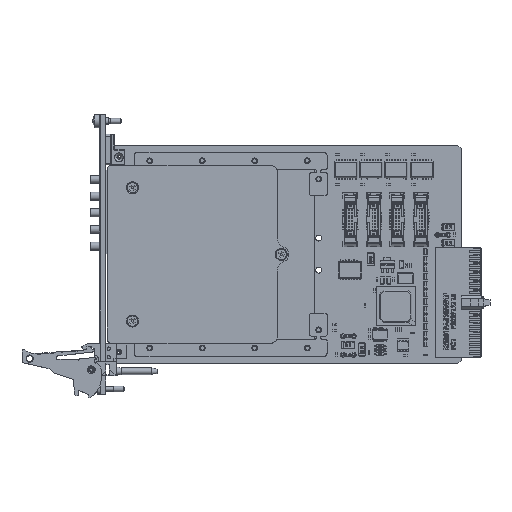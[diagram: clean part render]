
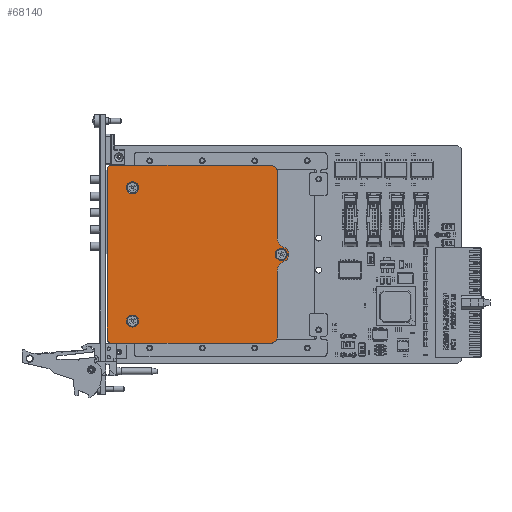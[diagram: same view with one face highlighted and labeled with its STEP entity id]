
A CAD part, top view. The second image highlights one B-rep face of the part: STEP entity #68140.
In plain terms, the highlighted planar face has unit normal (0, 0, 1).
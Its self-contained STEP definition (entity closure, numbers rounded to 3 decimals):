
#12654 = CARTESIAN_POINT ( 'NONE',  ( 85.519, 43.784, 14.641 ) ) ;
#12658 = DIRECTION ( 'NONE',  ( 0., 0., -1. ) ) ;
#12663 = DIRECTION ( 'NONE',  ( 1., 0., 0. ) ) ;
#22554 = AXIS2_PLACEMENT_3D ( 'NONE', #195256, #195261, #195266 ) ;
#22788 = AXIS2_PLACEMENT_3D ( 'NONE', #207193, #207195, #207196 ) ;
#33093 = EDGE_CURVE ( 'NONE', #175993, #156803, #123641, .T. ) ;
#34797 = EDGE_CURVE ( 'NONE', #196864, #157639, #124346, .T. ) ;
#35066 = EDGE_CURVE ( 'NONE', #77864, #77864, #146583, .T. ) ;
#35278 = AXIS2_PLACEMENT_3D ( 'NONE', #158451, #158454, #158456 ) ;
#36895 = EDGE_CURVE ( 'NONE', #156523, #176035, #148468, .T. ) ;
#55851 = EDGE_LOOP ( 'NONE', ( #147090 ) ) ;
#56271 = EDGE_LOOP ( 'NONE', ( #147122, #147141, #147152, #147171, #147192, #147213, #147225, #147244, #147255, #147274, #147294, #147309 ) ) ;
#56296 = EDGE_LOOP ( 'NONE', ( #147105 ) ) ;
#56798 = EDGE_LOOP ( 'NONE', ( #147073 ) ) ;
#68140 = ADVANCED_FACE ( 'NONE', ( #71551, #71555, #71552, #71550 ), #158426, .F. ) ;
#71550 = FACE_OUTER_BOUND ( 'NONE', #56271, .T. ) ;
#71551 = FACE_BOUND ( 'NONE', #56798, .T. ) ;
#71552 = FACE_BOUND ( 'NONE', #56296, .T. ) ;
#71555 = FACE_BOUND ( 'NONE', #55851, .T. ) ;
#77864 = VERTEX_POINT ( 'NONE', #80078 ) ;
#78515 = VERTEX_POINT ( 'NONE', #80853 ) ;
#78987 = VERTEX_POINT ( 'NONE', #81278 ) ;
#80078 = CARTESIAN_POINT ( 'NONE',  ( 20.274, 74.222, 14.641 ) ) ;
#80853 = CARTESIAN_POINT ( 'NONE',  ( 20.274, 13.302, 14.641 ) ) ;
#81278 = CARTESIAN_POINT ( 'NONE',  ( 88.269, 43.784, 14.641 ) ) ;
#92086 = CARTESIAN_POINT ( 'NONE',  ( 8.029, 82.484, 14.641 ) ) ;
#92089 = DIRECTION ( 'NONE',  ( 0., 0., 1. ) ) ;
#92092 = DIRECTION ( 'NONE',  ( -1., 0., 0. ) ) ;
#92351 = CARTESIAN_POINT ( 'NONE',  ( 88.68, 51.674, 14.641 ) ) ;
#92353 = DIRECTION ( 'NONE',  ( 0., 0., 1. ) ) ;
#92355 = DIRECTION ( 'NONE',  ( -1., 0., 0. ) ) ;
#92697 = CARTESIAN_POINT ( 'NONE',  ( 83.68, 6.084, 14.641 ) ) ;
#93225 = CARTESIAN_POINT ( 'NONE',  ( 8.029, 84.484, 14.641 ) ) ;
#93686 = CARTESIAN_POINT ( 'NONE',  ( 8.029, 3.084, 14.641 ) ) ;
#107317 = EDGE_CURVE ( 'NONE', #157639, #195354, #137652, .T. ) ;
#107321 = EDGE_CURVE ( 'NONE', #175993, #228594, #137675, .T. ) ;
#107333 = EDGE_CURVE ( 'NONE', #157957, #228537, #137720, .T. ) ;
#107369 = EDGE_CURVE ( 'NONE', #78515, #78515, #137829, .T. ) ;
#107372 = EDGE_CURVE ( 'NONE', #176035, #196864, #137836, .T. ) ;
#107379 = EDGE_CURVE ( 'NONE', #228537, #195354, #137856, .T. ) ;
#117199 = CARTESIAN_POINT ( 'NONE',  ( 83.68, 35.894, 14.641 ) ) ;
#117340 = CARTESIAN_POINT ( 'NONE',  ( 83.68, 51.674, 14.641 ) ) ;
#117912 = CARTESIAN_POINT ( 'NONE',  ( 86.821, 47.033, 14.641 ) ) ;
#123641 = CIRCLE ( 'NONE', #22554, 3. ) ;
#124346 = LINE ( 'NONE', #206771, #124368 ) ;
#124368 = VECTOR ( 'NONE', #206777, 1000. ) ;
#137652 = CIRCLE ( 'NONE', #203799, 3. ) ;
#137675 = LINE ( 'NONE', #140261, #137695 ) ;
#137695 = VECTOR ( 'NONE', #140281, 1000. ) ;
#137720 = CIRCLE ( 'NONE', #203805, 5. ) ;
#137829 = CIRCLE ( 'NONE', #203821, 2.75 ) ;
#137836 = CIRCLE ( 'NONE', #203823, 2. ) ;
#137856 = LINE ( 'NONE', #140722, #137866 ) ;
#137866 = VECTOR ( 'NONE', #140730, 1000. ) ;
#140261 = CARTESIAN_POINT ( 'NONE',  ( 83.68, 84.484, 14.641 ) ) ;
#140264 = CARTESIAN_POINT ( 'NONE',  ( 80.68, 6.084, 14.641 ) ) ;
#140269 = DIRECTION ( 'NONE',  ( 0., 0., 1. ) ) ;
#140274 = DIRECTION ( 'NONE',  ( -1., 0., 0. ) ) ;
#140281 = DIRECTION ( 'NONE',  ( 0., -1., 0. ) ) ;
#140381 = CARTESIAN_POINT ( 'NONE',  ( 88.68, 35.894, 14.641 ) ) ;
#140385 = DIRECTION ( 'NONE',  ( 0., 0., 1. ) ) ;
#140389 = DIRECTION ( 'NONE',  ( 1., 0., 0. ) ) ;
#140661 = CARTESIAN_POINT ( 'NONE',  ( 17.524, 13.302, 14.641 ) ) ;
#140666 = DIRECTION ( 'NONE',  ( 0., 0., 1. ) ) ;
#140670 = DIRECTION ( 'NONE',  ( 1., 0., 0. ) ) ;
#140694 = CARTESIAN_POINT ( 'NONE',  ( 8.029, 5.084, 14.641 ) ) ;
#140698 = DIRECTION ( 'NONE',  ( 0., 0., 1. ) ) ;
#140702 = DIRECTION ( 'NONE',  ( 1., 0., 0. ) ) ;
#140722 = CARTESIAN_POINT ( 'NONE',  ( 83.68, 35.894, 14.641 ) ) ;
#140730 = DIRECTION ( 'NONE',  ( 0., -1., 0. ) ) ;
#146583 = CIRCLE ( 'NONE', #22788, 2.75 ) ;
#147073 = ORIENTED_EDGE ( 'NONE', *, *, #107369, .F. ) ;
#147090 = ORIENTED_EDGE ( 'NONE', *, *, #35066, .F. ) ;
#147105 = ORIENTED_EDGE ( 'NONE', *, *, #188672, .F. ) ;
#147122 = ORIENTED_EDGE ( 'NONE', *, *, #34797, .T. ) ;
#147141 = ORIENTED_EDGE ( 'NONE', *, *, #107317, .T. ) ;
#147152 = ORIENTED_EDGE ( 'NONE', *, *, #107379, .F. ) ;
#147171 = ORIENTED_EDGE ( 'NONE', *, *, #107333, .F. ) ;
#147192 = ORIENTED_EDGE ( 'NONE', *, *, #188774, .F. ) ;
#147213 = ORIENTED_EDGE ( 'NONE', *, *, #191690, .F. ) ;
#147225 = ORIENTED_EDGE ( 'NONE', *, *, #107321, .F. ) ;
#147244 = ORIENTED_EDGE ( 'NONE', *, *, #33093, .T. ) ;
#147255 = ORIENTED_EDGE ( 'NONE', *, *, #187979, .T. ) ;
#147274 = ORIENTED_EDGE ( 'NONE', *, *, #191570, .T. ) ;
#147294 = ORIENTED_EDGE ( 'NONE', *, *, #36895, .T. ) ;
#147309 = ORIENTED_EDGE ( 'NONE', *, *, #107372, .T. ) ;
#148468 = LINE ( 'NONE', #224764, #148473 ) ;
#148473 = VECTOR ( 'NONE', #224757, 1000. ) ;
#149149 = AXIS2_PLACEMENT_3D ( 'NONE', #188131, #188135, #188139 ) ;
#149204 = AXIS2_PLACEMENT_3D ( 'NONE', #12654, #12658, #12663 ) ;
#149367 = AXIS2_PLACEMENT_3D ( 'NONE', #92086, #92089, #92092 ) ;
#149391 = AXIS2_PLACEMENT_3D ( 'NONE', #92351, #92353, #92355 ) ;
#156523 = VERTEX_POINT ( 'NONE', #169237 ) ;
#156803 = VERTEX_POINT ( 'NONE', #169330 ) ;
#157639 = VERTEX_POINT ( 'NONE', #169629 ) ;
#157957 = VERTEX_POINT ( 'NONE', #169732 ) ;
#158426 = PLANE ( 'NONE',  #35278 ) ;
#158451 = CARTESIAN_POINT ( 'NONE',  ( 8.029, 82.484, 14.641 ) ) ;
#158454 = DIRECTION ( 'NONE',  ( 0., 0., -1. ) ) ;
#158456 = DIRECTION ( 'NONE',  ( -1., 0., 0. ) ) ;
#169237 = CARTESIAN_POINT ( 'NONE',  ( 6.029, 82.484, 14.641 ) ) ;
#169330 = CARTESIAN_POINT ( 'NONE',  ( 80.68, 84.484, 14.641 ) ) ;
#169629 = CARTESIAN_POINT ( 'NONE',  ( 80.68, 3.084, 14.641 ) ) ;
#169732 = CARTESIAN_POINT ( 'NONE',  ( 86.821, 40.535, 14.641 ) ) ;
#175993 = VERTEX_POINT ( 'NONE', #185665 ) ;
#176035 = VERTEX_POINT ( 'NONE', #185700 ) ;
#185665 = CARTESIAN_POINT ( 'NONE',  ( 83.68, 81.484, 14.641 ) ) ;
#185700 = CARTESIAN_POINT ( 'NONE',  ( 6.029, 5.084, 14.641 ) ) ;
#186448 = CARTESIAN_POINT ( 'NONE',  ( 98.729, 84.484, 14.641 ) ) ;
#186460 = DIRECTION ( 'NONE',  ( -1., 0., 0. ) ) ;
#187979 = EDGE_CURVE ( 'NONE', #156803, #196176, #231399, .T. ) ;
#188131 = CARTESIAN_POINT ( 'NONE',  ( 85.519, 43.784, 14.641 ) ) ;
#188135 = DIRECTION ( 'NONE',  ( 0., 0., 1. ) ) ;
#188139 = DIRECTION ( 'NONE',  ( 1., 0., 0. ) ) ;
#188672 = EDGE_CURVE ( 'NONE', #78987, #78987, #223512, .T. ) ;
#188774 = EDGE_CURVE ( 'NONE', #228820, #157957, #223823, .T. ) ;
#191570 = EDGE_CURVE ( 'NONE', #196176, #156523, #225548, .T. ) ;
#191690 = EDGE_CURVE ( 'NONE', #228594, #228820, #225723, .T. ) ;
#195256 = CARTESIAN_POINT ( 'NONE',  ( 80.68, 81.484, 14.641 ) ) ;
#195261 = DIRECTION ( 'NONE',  ( 0., 0., 1. ) ) ;
#195266 = DIRECTION ( 'NONE',  ( -1., 0., 0. ) ) ;
#195354 = VERTEX_POINT ( 'NONE', #92697 ) ;
#196176 = VERTEX_POINT ( 'NONE', #93225 ) ;
#196864 = VERTEX_POINT ( 'NONE', #93686 ) ;
#203799 = AXIS2_PLACEMENT_3D ( 'NONE', #140264, #140269, #140274 ) ;
#203805 = AXIS2_PLACEMENT_3D ( 'NONE', #140381, #140385, #140389 ) ;
#203821 = AXIS2_PLACEMENT_3D ( 'NONE', #140661, #140666, #140670 ) ;
#203823 = AXIS2_PLACEMENT_3D ( 'NONE', #140694, #140698, #140702 ) ;
#206771 = CARTESIAN_POINT ( 'NONE',  ( 8.029, 3.084, 14.641 ) ) ;
#206777 = DIRECTION ( 'NONE',  ( 1., 0., 0. ) ) ;
#207193 = CARTESIAN_POINT ( 'NONE',  ( 17.524, 74.222, 14.641 ) ) ;
#207195 = DIRECTION ( 'NONE',  ( 0., 0., 1. ) ) ;
#207196 = DIRECTION ( 'NONE',  ( 1., 0., 0. ) ) ;
#223512 = CIRCLE ( 'NONE', #149149, 2.75 ) ;
#223823 = CIRCLE ( 'NONE', #149204, 3.5 ) ;
#224757 = DIRECTION ( 'NONE',  ( 0., -1., 0. ) ) ;
#224764 = CARTESIAN_POINT ( 'NONE',  ( 6.029, 82.484, 14.641 ) ) ;
#225548 = CIRCLE ( 'NONE', #149367, 2. ) ;
#225723 = CIRCLE ( 'NONE', #149391, 5. ) ;
#228537 = VERTEX_POINT ( 'NONE', #117199 ) ;
#228594 = VERTEX_POINT ( 'NONE', #117340 ) ;
#228820 = VERTEX_POINT ( 'NONE', #117912 ) ;
#231399 = LINE ( 'NONE', #186448, #231411 ) ;
#231411 = VECTOR ( 'NONE', #186460, 1000. ) ;
